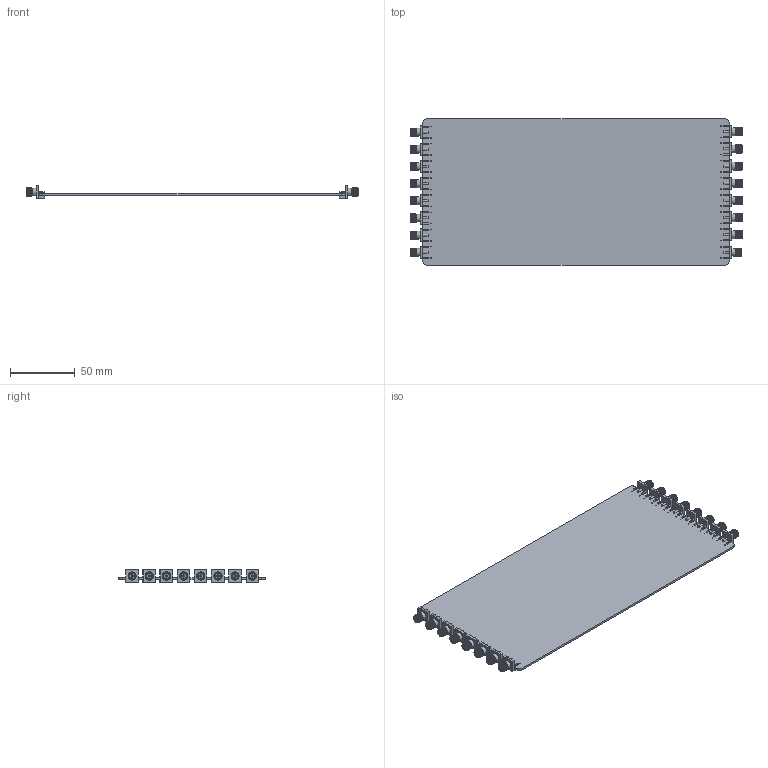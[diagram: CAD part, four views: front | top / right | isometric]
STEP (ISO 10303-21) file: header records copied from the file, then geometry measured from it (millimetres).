
FILE_DESCRIPTION(('KiCad electronic assembly'),'2;1');
FILE_NAME('probe.step','2024-07-09T19:52:08',('Pcbnew'),('Kicad'), 'Open CASCADE STEP processor 7.8','KiCad to STEP converter','Unknown' );
FILE_SCHEMA(('AUTOMOTIVE_DESIGN { 1 0 10303 214 1 1 1 1 }'));
Length unit declared in the file: millimetre
Products named in the file (4): probe 1; SMA_Molex_73251-1153_EdgeMount_Horizontal; probe_PCB
Assembly tree (18 placements, depth 3):
  probe 1
    SMA_Molex_73251-1153_EdgeMount_Horizontal  x16
      SMA_Molex_73251-1153_EdgeMount_Horizontal
    probe_PCB
Bounding box: 255.89 x 112.75 x 9.52 mm (x, y, z)
Volume: 48931.7 mm3; surface area: 64214.8 mm2
Topology: 17 solids, 17 shells, 1818 faces, 3384 edges, 2144 vertices
Faces by surface type: plane 902, cylinder 548, cone 352, torus 16
Full cylindrical faces by diameter (mm): 0.4 x16, 0.46 x32, 1 x16, 1.52 x16, 1.6 x16, 5.9 x192, 6 x16, 6.3 x176
Entity records: 5251 total; most frequent: DIRECTION 830, CARTESIAN_POINT 705, ORIENTED_EDGE 648, AXIS2_PLACEMENT_3D 334, EDGE_CURVE 324, FACE_BOUND 251, EDGE_LOOP 251, VERTEX_POINT 209
